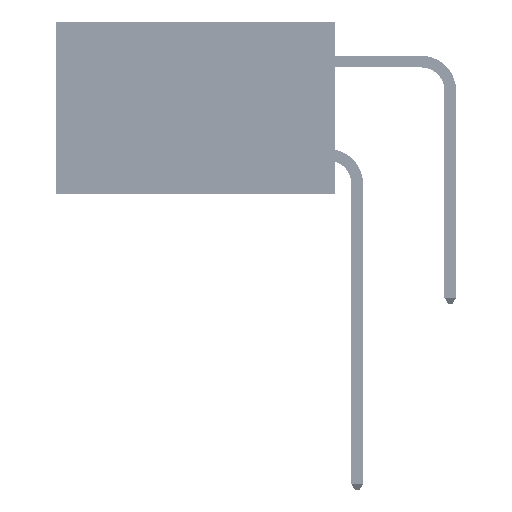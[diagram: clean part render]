
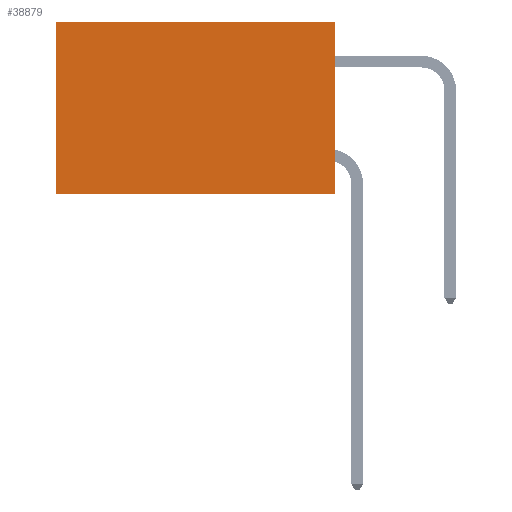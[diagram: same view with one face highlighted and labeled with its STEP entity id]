
A CAD part, left-side view. The second image highlights one B-rep face of the part: STEP entity #38879.
In plain terms, the highlighted planar face has unit normal (-1, 0, 0).
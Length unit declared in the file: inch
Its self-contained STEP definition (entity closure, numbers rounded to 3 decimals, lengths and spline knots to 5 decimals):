
#2200 = DIRECTION ( 'NONE',  ( 0., 1., 0. ) ) ;
#4866 = LINE ( 'NONE', #49925, #27392 ) ;
#5598 = ORIENTED_EDGE ( 'NONE', *, *, #38863, .T. ) ;
#6184 = CARTESIAN_POINT ( 'NONE',  ( 0.2875, 0., 0. ) ) ;
#6650 = VERTEX_POINT ( 'NONE', #49239 ) ;
#7621 = EDGE_CURVE ( 'NONE', #13341, #38962, #25624, .T. ) ;
#8298 = VECTOR ( 'NONE', #51589, 39.37008 ) ;
#11191 = EDGE_LOOP ( 'NONE', ( #46390, #43215, #36140, #5598 ) ) ;
#13341 = VERTEX_POINT ( 'NONE', #30391 ) ;
#14613 = CARTESIAN_POINT ( 'NONE',  ( 0.2875, 0.6, -0.37 ) ) ;
#14754 = FACE_OUTER_BOUND ( 'NONE', #11191, .T. ) ;
#18945 = DIRECTION ( 'NONE',  ( 1., 0., 0. ) ) ;
#19651 = CARTESIAN_POINT ( 'NONE',  ( 0.2875, 0.6, 0. ) ) ;
#22409 = VECTOR ( 'NONE', #2200, 39.37008 ) ;
#23066 = PLANE ( 'NONE',  #25638 ) ;
#25451 = EDGE_CURVE ( 'NONE', #6650, #13341, #4866, .T. ) ;
#25624 = LINE ( 'NONE', #42806, #22409 ) ;
#25638 = AXIS2_PLACEMENT_3D ( 'NONE', #6184, #18945, #43859 ) ;
#27392 = VECTOR ( 'NONE', #46326, 39.37008 ) ;
#30391 = CARTESIAN_POINT ( 'NONE',  ( 0.2875, 0., -0.37 ) ) ;
#32635 = VECTOR ( 'NONE', #40412, 39.37008 ) ;
#36140 = ORIENTED_EDGE ( 'NONE', *, *, #25451, .F. ) ;
#37739 = LINE ( 'NONE', #19651, #32635 ) ;
#38863 = EDGE_CURVE ( 'NONE', #6650, #46347, #51378, .T. ) ;
#38879 = ADVANCED_FACE ( 'NONE', ( #14754 ), #23066, .F. ) ;
#38962 = VERTEX_POINT ( 'NONE', #14613 ) ;
#39851 = EDGE_CURVE ( 'NONE', #46347, #38962, #37739, .T. ) ;
#40412 = DIRECTION ( 'NONE',  ( 0., 0., -1. ) ) ;
#42806 = CARTESIAN_POINT ( 'NONE',  ( 0.2875, 0., -0.37 ) ) ;
#43215 = ORIENTED_EDGE ( 'NONE', *, *, #7621, .F. ) ;
#43859 = DIRECTION ( 'NONE',  ( 0., 0., -1. ) ) ;
#45042 = CARTESIAN_POINT ( 'NONE',  ( 0.2875, 0.6, 0. ) ) ;
#46326 = DIRECTION ( 'NONE',  ( 0., 0., -1. ) ) ;
#46347 = VERTEX_POINT ( 'NONE', #45042 ) ;
#46390 = ORIENTED_EDGE ( 'NONE', *, *, #39851, .T. ) ;
#47454 = CARTESIAN_POINT ( 'NONE',  ( 0.2875, 0., 0. ) ) ;
#49239 = CARTESIAN_POINT ( 'NONE',  ( 0.2875, 0., 0. ) ) ;
#49925 = CARTESIAN_POINT ( 'NONE',  ( 0.2875, 0., 0. ) ) ;
#51378 = LINE ( 'NONE', #47454, #8298 ) ;
#51589 = DIRECTION ( 'NONE',  ( 0., 1., 0. ) ) ;
